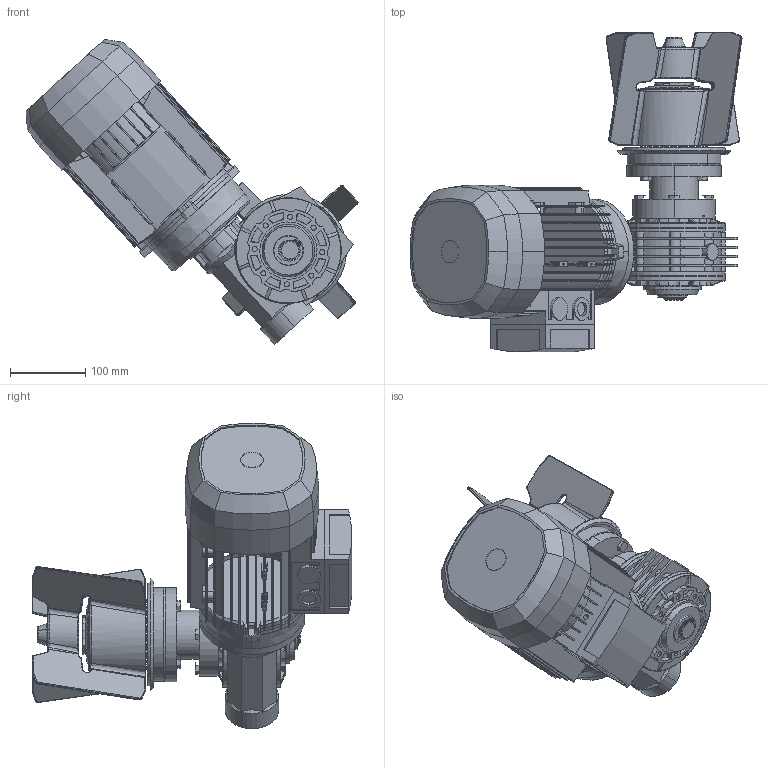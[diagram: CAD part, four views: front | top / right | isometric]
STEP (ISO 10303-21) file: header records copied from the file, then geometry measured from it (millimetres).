
FILE_DESCRIPTION (( 'STEP AP203' ), '1' );
FILE_NAME ('Complete mixer GMP10000 E0, standard (IEC).STEP', '2007-05-28T15:21:28', ( ' ' ), ( ' ' ), 'SwSTEP 2.0', 'SolidWorks 2005235', '' );
FILE_SCHEMA (( 'CONFIG_CONTROL_DESIGN' ));
Length unit declared in the file: millimetre
Products named in the file (1): Complete mixer GMP10000 E0, standard (IEC)
Bounding box: 440.58 x 424.32 x 405.23 mm (x, y, z)
Surface area: 921771.6 mm2 (no closed solid volume)
Topology: 0 solids, 45 shells, 1247 faces, 4185 edges, 2919 vertices
Faces by surface type: plane 511, cylinder 403, cone 204, bspline 66, torus 63
Entity records: 55848 total; most frequent: CARTESIAN_POINT 21415, ORIENTED_EDGE 6906, DIRECTION 6824, EDGE_CURVE 4185, VERTEX_POINT 2919, AXIS2_PLACEMENT_3D 2513, VECTOR 1798, LINE 1798
